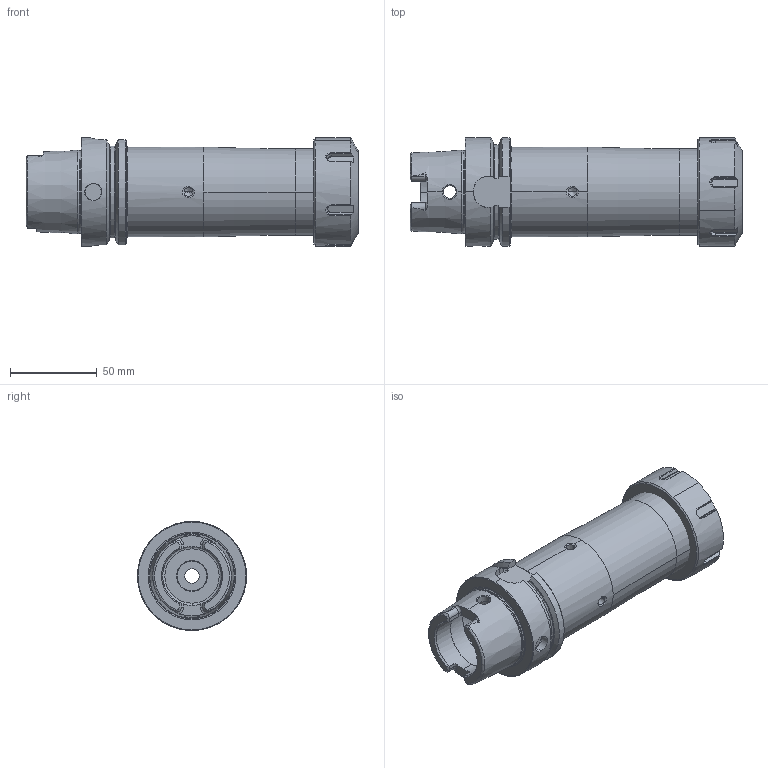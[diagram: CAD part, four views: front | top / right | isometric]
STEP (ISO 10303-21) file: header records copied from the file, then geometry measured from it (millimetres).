
FILE_DESCRIPTION (( 'STEP AP203' ), '1' );
FILE_NAME ('HA6-E40.K01.160.STEP', '2014-07-10T12:41:59', ( 'SwiAdmin' ), ( '' ), 'SwSTEP 2.0', 'SolidWorks 2012', '' );
FILE_SCHEMA (( 'CONFIG_CONTROL_DESIGN' ));
Length unit declared in the file: millimetre
Products named in the file (3): E40-ER1.001.025; HA6-E40.K01.160; HA6-E40.K01.160_B_Fertigbearbeitung
Assembly tree (2 placements, depth 2):
  HA6-E40.K01.160
    HA6-E40.K01.160_B_Fertigbearbeitung
    E40-ER1.001.025
Bounding box: 191.9 x 63 x 63 mm (x, y, z)
Volume: 313583.3 mm3; surface area: 60430.6 mm2
Topology: 2 solids, 2 shells, 291 faces, 736 edges, 446 vertices
Faces by surface type: plane 100, cylinder 74, cone 74, torus 39, bspline 4
Entity records: 10703 total; most frequent: CARTESIAN_POINT 3642, ORIENTED_EDGE 1456, DIRECTION 1385, EDGE_CURVE 728, AXIS2_PLACEMENT_3D 550, VERTEX_POINT 446, EDGE_LOOP 304, FACE_OUTER_BOUND 291
